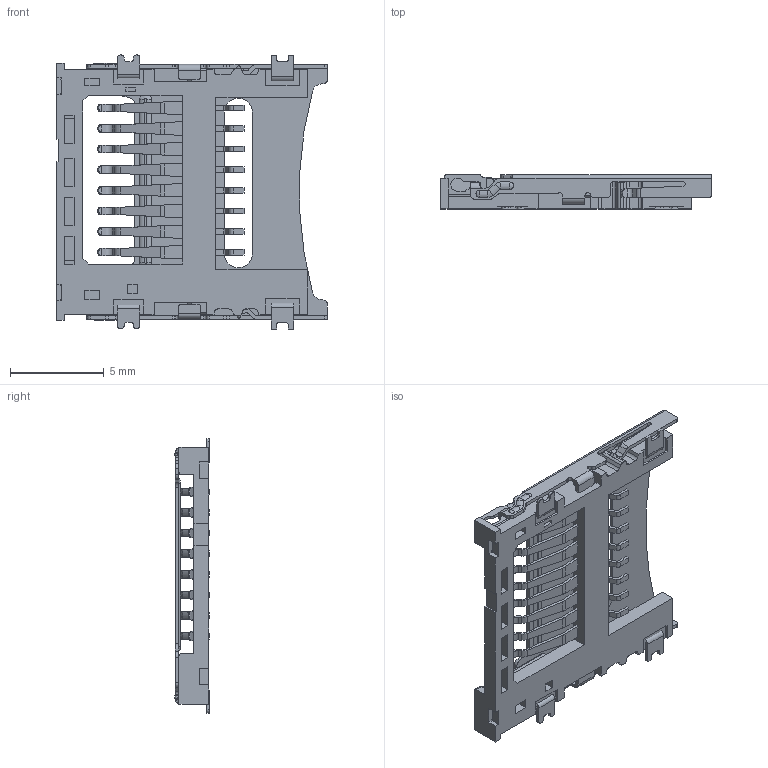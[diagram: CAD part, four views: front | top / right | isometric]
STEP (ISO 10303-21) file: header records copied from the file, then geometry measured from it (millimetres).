
FILE_DESCRIPTION(/* description */ (''),/* implementation_level */ '2;1');
FILE_NAME(/* name */ 'MEM2067-02-180-00-A.stp',/* time_stamp */ '2022-11-20T17:08:50-05:00',/* author */ ('rosawa'),/* organization */ (''),/* preprocessor_version */ 'ST-DEVELOPER v19',/* originating_system */ 'Autodesk Inventor 2023',/* authorisation */ '');
FILE_SCHEMA (('AUTOMOTIVE_DESIGN { 1 0 10303 214 3 1 1 }'));
Length unit declared in the file: inch
Products named in the file (1): MEM2067-02-180-00-A
Bounding box: 14.45 x 1.86 x 14.62 mm (x, y, z)
Volume: 114.4 mm3; surface area: 771.1 mm2
Topology: 14 solids, 14 shells, 1343 faces, 3814 edges, 2515 vertices
Faces by surface type: plane 738, cylinder 524, torus 37, bspline 28, cone 8, sphere 8
Entity records: 45785 total; most frequent: CARTESIAN_POINT 8474, ORIENTED_EDGE 7628, DIRECTION 7560, EDGE_CURVE 3814, LINE 2602, VECTOR 2602, VERTEX_POINT 2515, AXIS2_PLACEMENT_3D 2479
